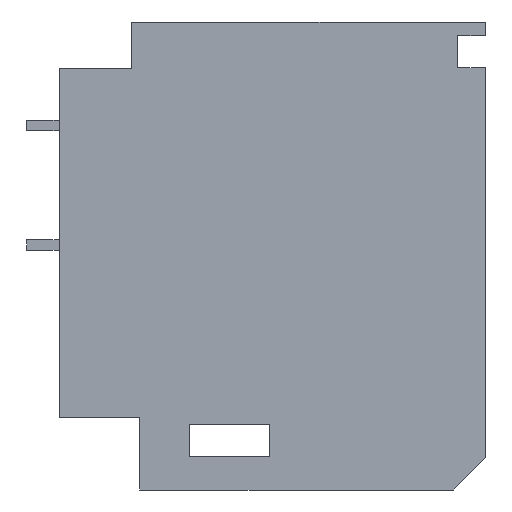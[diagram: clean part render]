
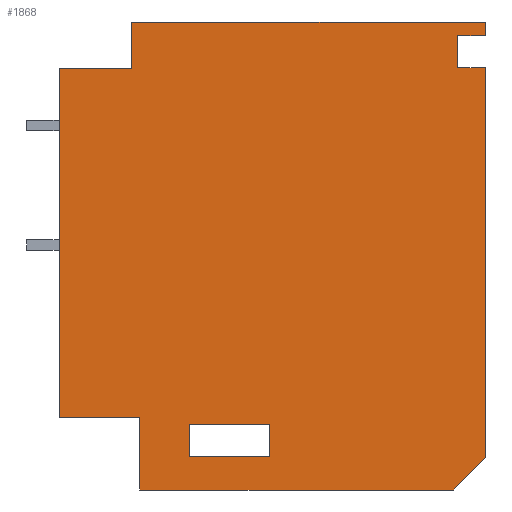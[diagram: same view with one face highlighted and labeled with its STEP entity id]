
A CAD part, left-side view. The second image highlights one B-rep face of the part: STEP entity #1868.
In plain terms, the highlighted planar face has unit normal (-1, 0, 0).
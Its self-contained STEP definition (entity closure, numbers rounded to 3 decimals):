
#1=DIRECTION('',(0.,-1.,0.));
#2=VECTOR('',#1,75.591);
#3=CARTESIAN_POINT('',(0.,-30.5,-370.675));
#4=LINE('',#3,#2);
#5=DIRECTION('',(0.,-1.,0.));
#6=VECTOR('',#5,67.825);
#7=CARTESIAN_POINT('',(0.,-30.5,-43.628));
#8=LINE('',#7,#6);
#9=DIRECTION('',(0.,0.,-1.));
#10=VECTOR('',#9,43.628);
#11=CARTESIAN_POINT('',(0.,-98.325,0.));
#12=LINE('',#11,#10);
#13=DIRECTION('',(0.,-1.,0.));
#14=VECTOR('',#13,331.675);
#15=CARTESIAN_POINT('',(0.,-98.325,0.));
#16=LINE('',#15,#14);
#17=DIRECTION('',(0.,0.,-1.));
#18=VECTOR('',#17,12.847);
#19=CARTESIAN_POINT('',(0.,-430.,0.));
#20=LINE('',#19,#18);
#21=DIRECTION('',(0.,1.,0.));
#22=VECTOR('',#21,26.109);
#23=CARTESIAN_POINT('',(0.,-430.,-12.847));
#24=LINE('',#23,#22);
#25=DIRECTION('',(0.,0.,1.));
#26=VECTOR('',#25,30.);
#27=CARTESIAN_POINT('',(0.,-403.891,-42.847));
#28=LINE('',#27,#26);
#29=DIRECTION('',(0.,1.,0.));
#30=VECTOR('',#29,26.109);
#31=CARTESIAN_POINT('',(0.,-430.,-42.847));
#32=LINE('',#31,#30);
#33=DIRECTION('',(0.,0.,-1.));
#34=VECTOR('',#33,365.653);
#35=CARTESIAN_POINT('',(0.,-430.,-42.847));
#36=LINE('',#35,#34);
#37=DIRECTION('',(0.,-0.707,0.707));
#38=VECTOR('',#37,42.426);
#39=CARTESIAN_POINT('',(0.,-400.,-438.5));
#40=LINE('',#39,#38);
#41=DIRECTION('',(0.,1.,0.));
#42=VECTOR('',#41,293.909);
#43=CARTESIAN_POINT('',(0.,-400.,-438.5));
#44=LINE('',#43,#42);
#45=DIRECTION('',(0.,0.,1.));
#46=VECTOR('',#45,67.825);
#47=CARTESIAN_POINT('',(0.,-106.091,-438.5));
#48=LINE('',#47,#46);
#49=DIRECTION('',(0.,0.,1.));
#50=VECTOR('',#49,30.);
#51=CARTESIAN_POINT('',(0.,-152.34,-407.123));
#52=LINE('',#51,#50);
#53=DIRECTION('',(0.,1.,0.));
#54=VECTOR('',#53,75.591);
#55=CARTESIAN_POINT('',(0.,-227.931,-407.123));
#56=LINE('',#55,#54);
#57=DIRECTION('',(0.,0.,-1.));
#58=VECTOR('',#57,30.);
#59=CARTESIAN_POINT('',(0.,-227.931,-377.123));
#60=LINE('',#59,#58);
#61=DIRECTION('',(0.,-1.,0.));
#62=VECTOR('',#61,75.591);
#63=CARTESIAN_POINT('',(0.,-152.34,-377.123));
#64=LINE('',#63,#62);
#561=DIRECTION('',(0.,0.,-1.));
#562=VECTOR('',#561,327.047);
#563=CARTESIAN_POINT('',(0.,-30.5,-43.628));
#564=LINE('',#563,#562);
#1385=CARTESIAN_POINT('',(0.,-430.,0.));
#1387=VERTEX_POINT('',#1385);
#1581=CARTESIAN_POINT('',(0.,-30.5,-370.675));
#1582=CARTESIAN_POINT('',(0.,-106.091,-370.675));
#1583=VERTEX_POINT('',#1581);
#1584=VERTEX_POINT('',#1582);
#1585=CARTESIAN_POINT('',(0.,-106.091,-438.5));
#1586=VERTEX_POINT('',#1585);
#1587=CARTESIAN_POINT('',(0.,-98.325,0.));
#1588=CARTESIAN_POINT('',(0.,-98.325,-43.628));
#1589=VERTEX_POINT('',#1587);
#1590=VERTEX_POINT('',#1588);
#1591=CARTESIAN_POINT('',(0.,-30.5,-43.628));
#1592=VERTEX_POINT('',#1591);
#1593=CARTESIAN_POINT('',(0.,-400.,-438.5));
#1594=CARTESIAN_POINT('',(0.,-430.,-408.5));
#1595=VERTEX_POINT('',#1593);
#1596=VERTEX_POINT('',#1594);
#1597=CARTESIAN_POINT('',(0.,-403.891,-42.847));
#1598=CARTESIAN_POINT('',(0.,-403.891,-12.847));
#1599=VERTEX_POINT('',#1597);
#1600=VERTEX_POINT('',#1598);
#1601=CARTESIAN_POINT('',(0.,-430.,-12.847));
#1602=VERTEX_POINT('',#1601);
#1603=CARTESIAN_POINT('',(0.,-430.,-42.847));
#1604=VERTEX_POINT('',#1603);
#1605=CARTESIAN_POINT('',(0.,-152.34,-407.123));
#1606=CARTESIAN_POINT('',(0.,-152.34,-377.123));
#1607=VERTEX_POINT('',#1605);
#1608=VERTEX_POINT('',#1606);
#1609=CARTESIAN_POINT('',(0.,-227.931,-377.123));
#1610=VERTEX_POINT('',#1609);
#1611=CARTESIAN_POINT('',(0.,-227.931,-407.123));
#1612=VERTEX_POINT('',#1611);
#1825=CARTESIAN_POINT('',(0.,0.,0.));
#1826=DIRECTION('',(1.,0.,0.));
#1827=DIRECTION('',(0.,-1.,0.));
#1828=AXIS2_PLACEMENT_3D('',#1825,#1826,#1827);
#1829=PLANE('',#1828);
#1831=ORIENTED_EDGE('',*,*,#1830,.F.);
#1833=ORIENTED_EDGE('',*,*,#1832,.F.);
#1835=ORIENTED_EDGE('',*,*,#1834,.T.);
#1837=ORIENTED_EDGE('',*,*,#1836,.F.);
#1839=ORIENTED_EDGE('',*,*,#1838,.T.);
#1841=ORIENTED_EDGE('',*,*,#1840,.T.);
#1843=ORIENTED_EDGE('',*,*,#1842,.T.);
#1845=ORIENTED_EDGE('',*,*,#1844,.F.);
#1847=ORIENTED_EDGE('',*,*,#1846,.F.);
#1849=ORIENTED_EDGE('',*,*,#1848,.T.);
#1851=ORIENTED_EDGE('',*,*,#1850,.F.);
#1853=ORIENTED_EDGE('',*,*,#1852,.T.);
#1855=ORIENTED_EDGE('',*,*,#1854,.T.);
#1856=EDGE_LOOP('',(#1831,#1833,#1835,#1837,#1839,#1841,#1843,#1845,#1847,#1849,
#1851,#1853,#1855));
#1857=FACE_OUTER_BOUND('',#1856,.F.);
#1859=ORIENTED_EDGE('',*,*,#1858,.F.);
#1861=ORIENTED_EDGE('',*,*,#1860,.F.);
#1863=ORIENTED_EDGE('',*,*,#1862,.F.);
#1865=ORIENTED_EDGE('',*,*,#1864,.F.);
#1866=EDGE_LOOP('',(#1859,#1861,#1863,#1865));
#1867=FACE_BOUND('',#1866,.F.);
#1868=ADVANCED_FACE('',(#1857,#1867),#1829,.F.);
#1830=EDGE_CURVE('',#1583,#1584,#4,.T.);
#1832=EDGE_CURVE('',#1592,#1583,#564,.T.);
#1834=EDGE_CURVE('',#1592,#1590,#8,.T.);
#1836=EDGE_CURVE('',#1589,#1590,#12,.T.);
#1838=EDGE_CURVE('',#1589,#1387,#16,.T.);
#1840=EDGE_CURVE('',#1387,#1602,#20,.T.);
#1842=EDGE_CURVE('',#1602,#1600,#24,.T.);
#1844=EDGE_CURVE('',#1599,#1600,#28,.T.);
#1846=EDGE_CURVE('',#1604,#1599,#32,.T.);
#1848=EDGE_CURVE('',#1604,#1596,#36,.T.);
#1850=EDGE_CURVE('',#1595,#1596,#40,.T.);
#1852=EDGE_CURVE('',#1595,#1586,#44,.T.);
#1854=EDGE_CURVE('',#1586,#1584,#48,.T.);
#1858=EDGE_CURVE('',#1607,#1608,#52,.T.);
#1860=EDGE_CURVE('',#1612,#1607,#56,.T.);
#1862=EDGE_CURVE('',#1610,#1612,#60,.T.);
#1864=EDGE_CURVE('',#1608,#1610,#64,.T.);
